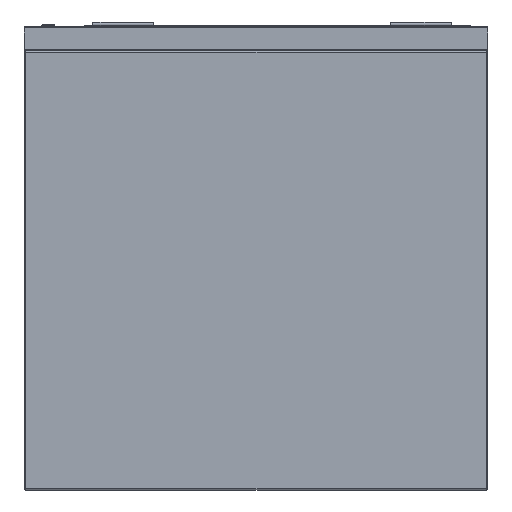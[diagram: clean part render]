
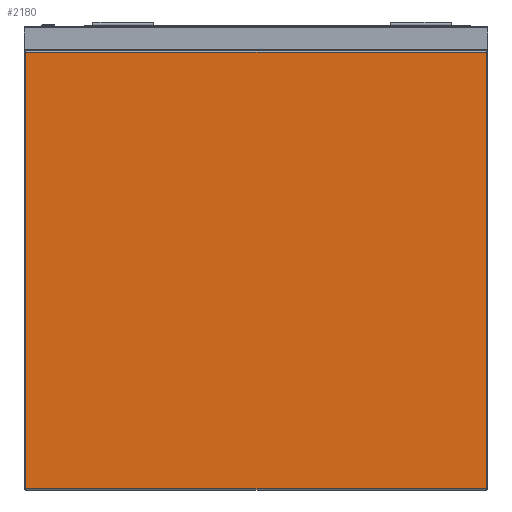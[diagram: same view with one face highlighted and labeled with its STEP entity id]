
A CAD part, left-side view. The second image highlights one B-rep face of the part: STEP entity #2180.
In plain terms, the highlighted planar face has unit normal (-1, 0, 0).
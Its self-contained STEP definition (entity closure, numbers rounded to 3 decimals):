
#70 = CARTESIAN_POINT ( 'NONE',  ( -772.5, 378., -760. ) ) ;
#272 = DIRECTION ( 'NONE',  ( 0., 0., -1. ) ) ;
#291 = EDGE_CURVE ( 'NONE', #11839, #16953, #10228, .T. ) ;
#2180 = ADVANCED_FACE ( 'Fl�che7', ( #3274 ), #12917, .T. ) ;
#2729 = CARTESIAN_POINT ( 'NONE',  ( -772.5, 378., -758. ) ) ;
#3274 = FACE_OUTER_BOUND ( 'NONE', #9723, .T. ) ;
#3379 = CARTESIAN_POINT ( 'NONE',  ( -772.5, -380., -760. ) ) ;
#5408 = AXIS2_PLACEMENT_3D ( 'NONE', #3379, #12817, #17623 ) ;
#6202 = DIRECTION ( 'NONE',  ( 0., -1., 0. ) ) ;
#7932 = CARTESIAN_POINT ( 'NONE',  ( -772.5, -380., -758. ) ) ;
#7978 = CARTESIAN_POINT ( 'NONE',  ( -772.5, -378., -42. ) ) ;
#8312 = CARTESIAN_POINT ( 'NONE',  ( -772.5, -378., -758. ) ) ;
#8328 = DIRECTION ( 'NONE',  ( 0., 0., 1. ) ) ;
#8669 = EDGE_CURVE ( 'NONE', #18243, #19533, #15442, .T. ) ;
#9723 = EDGE_LOOP ( 'NONE', ( #12735, #15546, #11552, #12521 ) ) ;
#9932 = CARTESIAN_POINT ( 'NONE',  ( -772.5, 378., -42. ) ) ;
#10228 = LINE ( 'NONE', #17618, #19981 ) ;
#11552 = ORIENTED_EDGE ( 'NONE', *, *, #8669, .T. ) ;
#11839 = VERTEX_POINT ( 'NONE', #8312 ) ;
#12521 = ORIENTED_EDGE ( 'NONE', *, *, #19200, .T. ) ;
#12735 = ORIENTED_EDGE ( 'NONE', *, *, #291, .T. ) ;
#12817 = DIRECTION ( 'NONE',  ( -1., 0., 0. ) ) ;
#12917 = PLANE ( 'NONE',  #5408 ) ;
#14229 = LINE ( 'NONE', #7932, #19664 ) ;
#15028 = VECTOR ( 'NONE', #19898, 1000. ) ;
#15442 = LINE ( 'NONE', #70, #16561 ) ;
#15481 = EDGE_CURVE ( 'NONE', #16953, #18243, #16435, .T. ) ;
#15546 = ORIENTED_EDGE ( 'NONE', *, *, #15481, .T. ) ;
#16435 = LINE ( 'NONE', #18059, #15028 ) ;
#16561 = VECTOR ( 'NONE', #272, 1000. ) ;
#16953 = VERTEX_POINT ( 'NONE', #7978 ) ;
#17618 = CARTESIAN_POINT ( 'NONE',  ( -772.5, -378., -760. ) ) ;
#17623 = DIRECTION ( 'NONE',  ( 0., -1., 0. ) ) ;
#18059 = CARTESIAN_POINT ( 'NONE',  ( -772.5, 380., -42. ) ) ;
#18243 = VERTEX_POINT ( 'NONE', #9932 ) ;
#19200 = EDGE_CURVE ( 'NONE', #19533, #11839, #14229, .T. ) ;
#19533 = VERTEX_POINT ( 'NONE', #2729 ) ;
#19664 = VECTOR ( 'NONE', #6202, 1000. ) ;
#19898 = DIRECTION ( 'NONE',  ( 0., 1., 0. ) ) ;
#19981 = VECTOR ( 'NONE', #8328, 1000. ) ;
